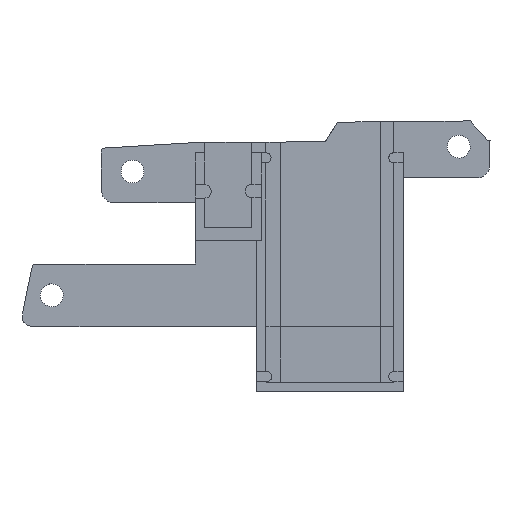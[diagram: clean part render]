
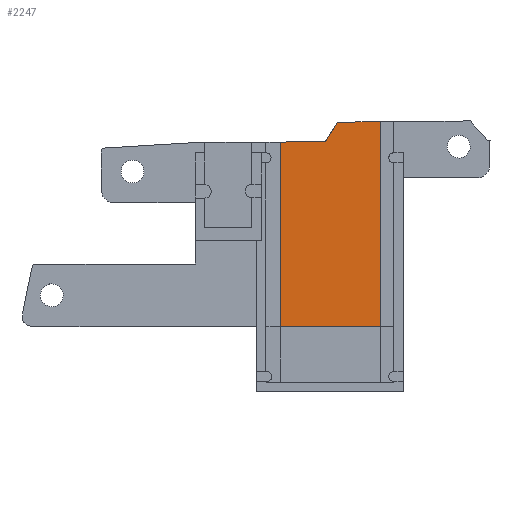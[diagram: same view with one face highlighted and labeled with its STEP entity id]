
A CAD part, top view. The second image highlights one B-rep face of the part: STEP entity #2247.
In plain terms, the highlighted planar face has unit normal (0, 0, 1).
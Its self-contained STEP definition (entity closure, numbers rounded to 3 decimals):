
#64=B_SPLINE_CURVE_WITH_KNOTS('',6,(#3316,#3317,#3318,#3319,#3320,#3321,
#3322),.UNSPECIFIED.,.F.,.F.,(7,7),(0.238,1.),.UNSPECIFIED.);
#86=B_SPLINE_CURVE_WITH_KNOTS('',3,(#3822,#3823,#3824,#3825),
 .UNSPECIFIED.,.F.,.F.,(4,4),(0.,0.645),.UNSPECIFIED.);
#87=B_SPLINE_CURVE_WITH_KNOTS('',5,(#3881,#3882,#3883,#3884,#3885,#3886,
#3887,#3888,#3889,#3890,#3891,#3892,#3893,#3894,#3895,#3896,#3897,#3898,
#3899,#3900,#3901,#3902,#3903,#3904),.UNSPECIFIED.,.F.,.F.,(6,4,4,2,4,4,
6),(0.,0.415,0.524,0.599,0.657,0.809,
1.),.UNSPECIFIED.);
#191=FACE_OUTER_BOUND('',#314,.T.);
#314=EDGE_LOOP('',(#1812,#1813,#1814,#1815,#1816,#1817));
#538=LINE('',#3921,#801);
#540=LINE('',#3925,#803);
#541=LINE('',#3926,#804);
#801=VECTOR('',#2822,1.);
#803=VECTOR('',#2826,1.);
#804=VECTOR('',#2827,10.);
#980=VERTEX_POINT('',#3313);
#981=VERTEX_POINT('',#3315);
#1035=VERTEX_POINT('',#3775);
#1041=VERTEX_POINT('',#3820);
#1057=VERTEX_POINT('',#3920);
#1058=VERTEX_POINT('',#3924);
#1216=EDGE_CURVE('',#980,#981,#64,.T.);
#1309=EDGE_CURVE('',#1041,#1035,#86,.T.);
#1330=EDGE_CURVE('',#981,#1041,#87,.T.);
#1338=EDGE_CURVE('',#1057,#980,#538,.T.);
#1340=EDGE_CURVE('',#1035,#1058,#540,.T.);
#1341=EDGE_CURVE('',#1058,#1057,#541,.T.);
#1812=ORIENTED_EDGE('',*,*,#1340,.F.);
#1813=ORIENTED_EDGE('',*,*,#1309,.F.);
#1814=ORIENTED_EDGE('',*,*,#1330,.F.);
#1815=ORIENTED_EDGE('',*,*,#1216,.F.);
#1816=ORIENTED_EDGE('',*,*,#1338,.F.);
#1817=ORIENTED_EDGE('',*,*,#1341,.F.);
#2140=PLANE('',#2405);
#2247=ADVANCED_FACE('',(#191),#2140,.T.);
#2405=AXIS2_PLACEMENT_3D('',#3923,#2824,#2825);
#2822=DIRECTION('',(0.,1.,0.));
#2824=DIRECTION('center_axis',(0.,0.,1.));
#2825=DIRECTION('ref_axis',(1.,0.,0.));
#2826=DIRECTION('',(0.,-1.,0.));
#2827=DIRECTION('',(-1.,0.,0.));
#3313=CARTESIAN_POINT('',(-10.021,95.579,5.101));
#3315=CARTESIAN_POINT('',(-3.293,95.626,5.101));
#3316=CARTESIAN_POINT('Ctrl Pts',(-10.021,95.579,5.101));
#3317=CARTESIAN_POINT('Ctrl Pts',(-8.899,95.587,5.101));
#3318=CARTESIAN_POINT('Ctrl Pts',(-7.778,95.595,5.101));
#3319=CARTESIAN_POINT('Ctrl Pts',(-6.657,95.603,5.101));
#3320=CARTESIAN_POINT('Ctrl Pts',(-5.536,95.611,5.101));
#3321=CARTESIAN_POINT('Ctrl Pts',(-4.414,95.619,5.101));
#3322=CARTESIAN_POINT('Ctrl Pts',(-3.293,95.626,5.101));
#3775=CARTESIAN_POINT('',(4.879,98.587,5.101));
#3820=CARTESIAN_POINT('',(-1.487,98.532,5.101));
#3822=CARTESIAN_POINT('Ctrl Pts',(-1.487,98.532,5.101));
#3823=CARTESIAN_POINT('Ctrl Pts',(0.663,98.551,5.101));
#3824=CARTESIAN_POINT('Ctrl Pts',(2.724,98.569,5.101));
#3825=CARTESIAN_POINT('Ctrl Pts',(4.879,98.587,5.101));
#3881=CARTESIAN_POINT('Ctrl Pts',(-3.293,95.626,5.101));
#3882=CARTESIAN_POINT('Ctrl Pts',(-3.143,95.867,5.101));
#3883=CARTESIAN_POINT('Ctrl Pts',(-2.993,96.108,5.101));
#3884=CARTESIAN_POINT('Ctrl Pts',(-2.844,96.349,5.101));
#3885=CARTESIAN_POINT('Ctrl Pts',(-2.694,96.591,5.101));
#3886=CARTESIAN_POINT('Ctrl Pts',(-2.504,96.895,5.101));
#3887=CARTESIAN_POINT('Ctrl Pts',(-2.465,96.958,5.101));
#3888=CARTESIAN_POINT('Ctrl Pts',(-2.426,97.022,5.101));
#3889=CARTESIAN_POINT('Ctrl Pts',(-2.386,97.085,5.101));
#3890=CARTESIAN_POINT('Ctrl Pts',(-2.32,97.192,5.101));
#3891=CARTESIAN_POINT('Ctrl Pts',(-2.293,97.236,5.101));
#3892=CARTESIAN_POINT('Ctrl Pts',(-2.244,97.313,5.101));
#3893=CARTESIAN_POINT('Ctrl Pts',(-2.196,97.391,5.101));
#3894=CARTESIAN_POINT('Ctrl Pts',(-2.148,97.468,5.101));
#3895=CARTESIAN_POINT('Ctrl Pts',(-2.127,97.502,5.101));
#3896=CARTESIAN_POINT('Ctrl Pts',(-2.051,97.624,5.101));
#3897=CARTESIAN_POINT('Ctrl Pts',(-1.996,97.713,5.101));
#3898=CARTESIAN_POINT('Ctrl Pts',(-1.941,97.801,5.101));
#3899=CARTESIAN_POINT('Ctrl Pts',(-1.886,97.889,5.101));
#3900=CARTESIAN_POINT('Ctrl Pts',(-1.762,98.089,5.101));
#3901=CARTESIAN_POINT('Ctrl Pts',(-1.694,98.2,5.101));
#3902=CARTESIAN_POINT('Ctrl Pts',(-1.625,98.31,5.101));
#3903=CARTESIAN_POINT('Ctrl Pts',(-1.556,98.421,5.101));
#3904=CARTESIAN_POINT('Ctrl Pts',(-1.487,98.532,5.101));
#3920=CARTESIAN_POINT('',(-10.021,68.155,5.101));
#3921=CARTESIAN_POINT('',(-10.021,107.978,5.101));
#3923=CARTESIAN_POINT('Origin',(-3.271,135.478,5.101));
#3924=CARTESIAN_POINT('',(4.879,68.155,5.101));
#3925=CARTESIAN_POINT('',(4.879,112.978,5.101));
#3926=CARTESIAN_POINT('',(-29.364,68.155,5.101));
